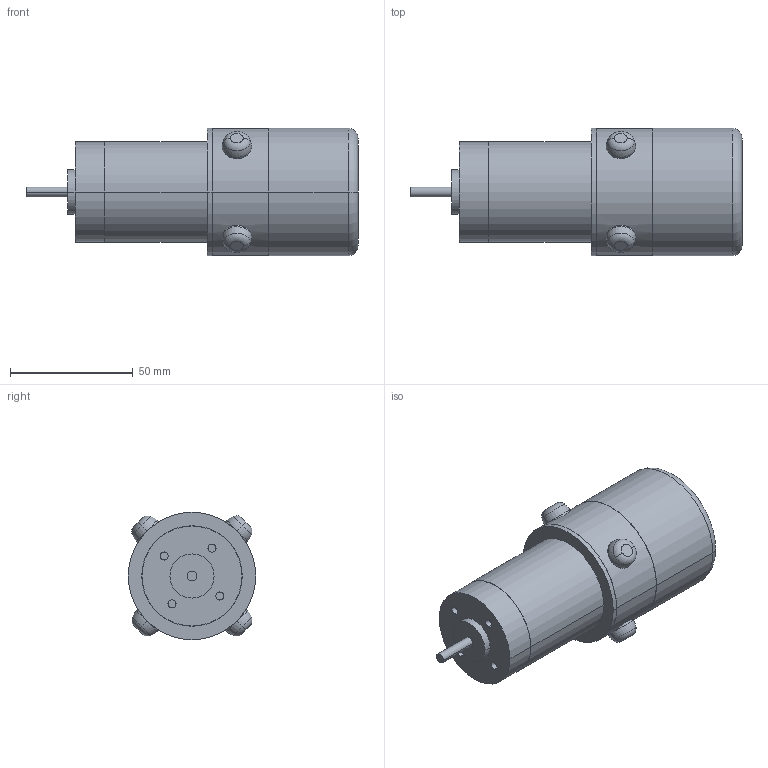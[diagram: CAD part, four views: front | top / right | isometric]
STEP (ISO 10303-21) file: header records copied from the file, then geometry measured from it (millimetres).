
FILE_DESCRIPTION (( 'STEP AP203' ), '1' );
FILE_NAME ('Moteur RS210_Défaut_sldprt.STEP', '2017-12-12T20:32:21', ( '' ), ( '' ), 'SwSTEP 2.0', 'SolidWorks 2016', '' );
FILE_SCHEMA (( 'CONFIG_CONTROL_DESIGN' ));
Length unit declared in the file: millimetre
Products named in the file (1): Moteur RS210_Défaut_sldprt
Bounding box: 135.4 x 52 x 52 mm (x, y, z)
Volume: 124211.7 mm3; surface area: 35690.6 mm2
Topology: 5 solids, 5 shells, 99 faces, 210 edges, 134 vertices
Faces by surface type: cylinder 50, plane 27, torus 18, cone 4
Entity records: 3121 total; most frequent: CARTESIAN_POINT 788, DIRECTION 538, ORIENTED_EDGE 420, AXIS2_PLACEMENT_3D 240, EDGE_CURVE 210, CIRCLE 140, VERTEX_POINT 134, EDGE_LOOP 118
